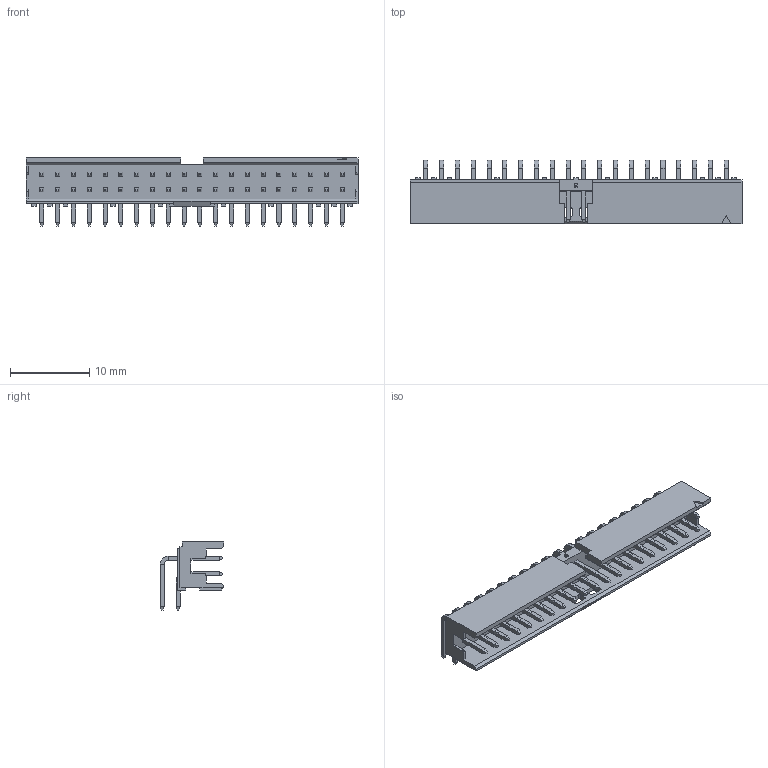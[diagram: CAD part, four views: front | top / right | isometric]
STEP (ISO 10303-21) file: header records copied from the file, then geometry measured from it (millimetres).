
FILE_DESCRIPTION(('FreeCAD Model'),'2;1');
FILE_NAME('98464-Y61-40_SW0001.step', '2017-01-30T10:47:46',('kicad StepUp'),('ksu MCAD'), 'Open CASCADE STEP processor 6.8','FreeCAD','Unknown');
FILE_SCHEMA(('AUTOMOTIVE_DESIGN_CC2 { 1 2 10303 214 -1 1 5 4 }'));
Length unit declared in the file: millimetre
Products named in the file (1): 98464-Y61-40_SW0001
Bounding box: 42 x 8.04 x 8.62 mm (x, y, z)
Volume: 691.1 mm3; surface area: 2275.4 mm2
Topology: 1 solids, 1 shells, 1332 faces, 3459 edges, 2110 vertices
Faces by surface type: plane 1260, cylinder 72
Entity records: 39412 total; most frequent: ORIENTED_EDGE 6918, CARTESIAN_POINT 6902, DIRECTION 6289, EDGE_CURVE 3459, LINE 3295, VECTOR 3295, VERTEX_POINT 2110, AXIS2_PLACEMENT_3D 1497
